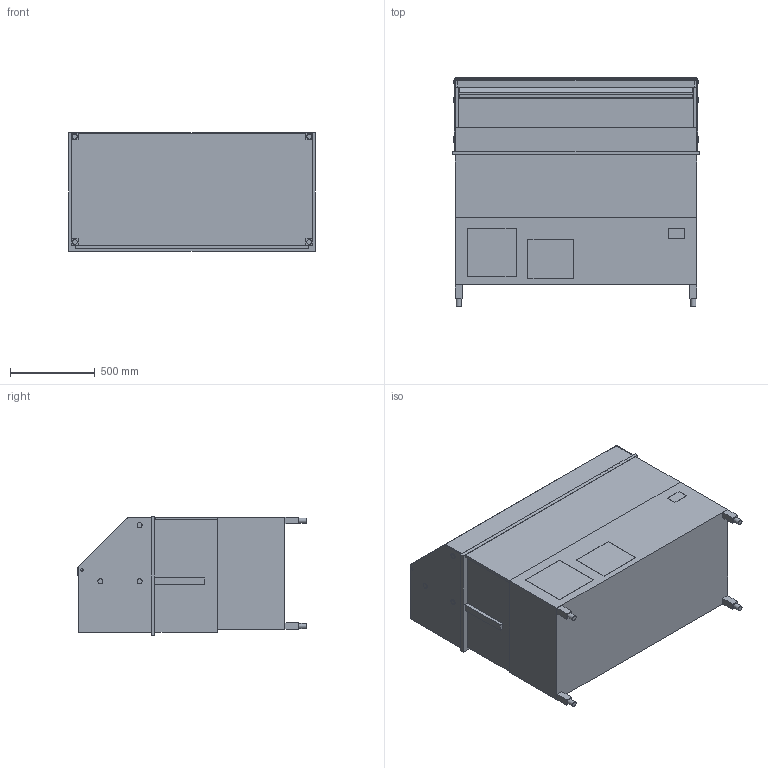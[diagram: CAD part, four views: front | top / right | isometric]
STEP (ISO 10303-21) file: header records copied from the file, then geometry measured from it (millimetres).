
FILE_DESCRIPTION(/* description */ ('Umschaltbare Vitrine: eigengekühlt'),/* implementation_level */ '2;1');
FILE_NAME(/* name */ '3D-AKE-00021171.stp',/* time_stamp */ '2024-12-11T12:53:44+01:00',/* author */ ('markus.syen'),/* organization */ (''),/* preprocessor_version */ 'ST-DEVELOPER v20',/* originating_system */ 'Autodesk Inventor 2024',/* authorisation */ '');
FILE_SCHEMA (('AUTOMOTIVE_DESIGN { 1 0 10303 214 3 1 1 }'));
Length unit declared in the file: millimetre
Products named in the file (1): 3D-AKE-00021171
Bounding box: 1450 x 1343.5 x 695 mm (x, y, z)
Volume: 614594315.2 mm3; surface area: 18603338 mm2
Topology: 45 solids, 45 shells, 344 faces, 748 edges, 498 vertices
Faces by surface type: plane 314, cylinder 30
Full cylindrical faces by diameter (mm): 16 x2, 30 x10
Entity records: 9256 total; most frequent: CARTESIAN_POINT 1591, DIRECTION 1498, ORIENTED_EDGE 1496, EDGE_CURVE 748, LINE 688, VECTOR 688, VERTEX_POINT 498, AXIS2_PLACEMENT_3D 405
